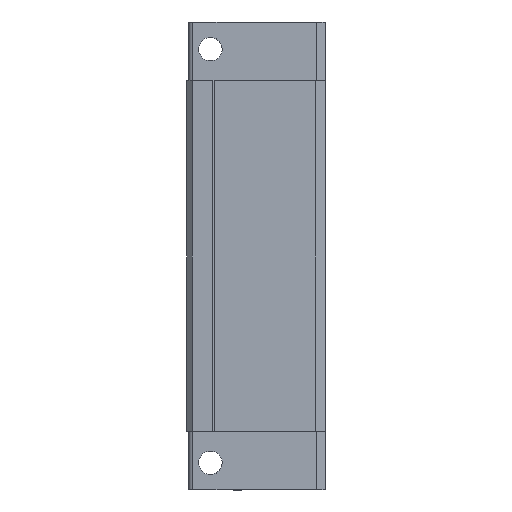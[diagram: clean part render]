
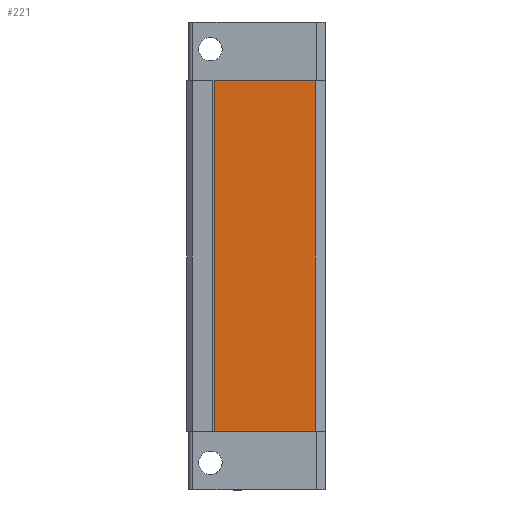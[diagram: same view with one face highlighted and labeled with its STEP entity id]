
A CAD part, left-side view. The second image highlights one B-rep face of the part: STEP entity #221.
In plain terms, the highlighted planar face has unit normal (-1, 0, 0).
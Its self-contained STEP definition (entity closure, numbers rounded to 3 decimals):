
#221 = ADVANCED_FACE ( 'NONE', ( #4799 ), #1263, .F. ) ;
#753 = VERTEX_POINT ( 'NONE', #6033 ) ;
#755 = VERTEX_POINT ( 'NONE', #6035 ) ;
#776 = VERTEX_POINT ( 'NONE', #6056 ) ;
#777 = VERTEX_POINT ( 'NONE', #6057 ) ;
#1263 = PLANE ( 'NONE',  #3721 ) ;
#1266 = CARTESIAN_POINT ( 'NONE',  ( -29.6, -32.75, 53.64 ) ) ;
#1272 = DIRECTION ( 'NONE',  ( 1., 0., 0. ) ) ;
#1273 = DIRECTION ( 'NONE',  ( 0., 0., -1. ) ) ;
#2631 = ORIENTED_EDGE ( 'NONE', *, *, #3501, .F. ) ;
#2632 = ORIENTED_EDGE ( 'NONE', *, *, #3461, .F. ) ;
#2633 = ORIENTED_EDGE ( 'NONE', *, *, #3497, .T. ) ;
#2634 = ORIENTED_EDGE ( 'NONE', *, *, #3499, .T. ) ;
#3461 = EDGE_CURVE ( 'NONE', #755, #753, #7823, .T. ) ;
#3497 = EDGE_CURVE ( 'NONE', #755, #777, #7880, .T. ) ;
#3499 = EDGE_CURVE ( 'NONE', #777, #776, #9760, .T. ) ;
#3501 = EDGE_CURVE ( 'NONE', #753, #776, #9752, .T. ) ;
#3721 = AXIS2_PLACEMENT_3D ( 'NONE', #1266, #1272, #1273 ) ;
#4201 = EDGE_LOOP ( 'NONE', ( #2631, #2632, #2633, #2634 ) ) ;
#4799 = FACE_OUTER_BOUND ( 'NONE', #4201, .T. ) ;
#6033 = CARTESIAN_POINT ( 'NONE',  ( -29.6, -7., 44.7 ) ) ;
#6035 = CARTESIAN_POINT ( 'NONE',  ( -29.6, -7., -44.7 ) ) ;
#6056 = CARTESIAN_POINT ( 'NONE',  ( -29.6, -32.75, 44.7 ) ) ;
#6057 = CARTESIAN_POINT ( 'NONE',  ( -29.6, -32.75, -44.7 ) ) ;
#7823 = LINE ( 'NONE', #9526, #7824 ) ;
#7824 = VECTOR ( 'NONE', #9527, 1000. ) ;
#7880 = LINE ( 'NONE', #9592, #9757 ) ;
#9526 = CARTESIAN_POINT ( 'NONE',  ( -29.6, -7., 53.64 ) ) ;
#9527 = DIRECTION ( 'NONE',  ( 0., 0., 1. ) ) ;
#9592 = CARTESIAN_POINT ( 'NONE',  ( -29.6, 0., -44.7 ) ) ;
#9599 = DIRECTION ( 'NONE',  ( 0., -1., 0. ) ) ;
#9602 = CARTESIAN_POINT ( 'NONE',  ( -29.6, -32.75, 53.64 ) ) ;
#9603 = DIRECTION ( 'NONE',  ( 0., 0., 1. ) ) ;
#9606 = CARTESIAN_POINT ( 'NONE',  ( -29.6, 0., 44.7 ) ) ;
#9607 = DIRECTION ( 'NONE',  ( 0., -1., 0. ) ) ;
#9752 = LINE ( 'NONE', #9606, #9763 ) ;
#9757 = VECTOR ( 'NONE', #9599, 1000. ) ;
#9760 = LINE ( 'NONE', #9602, #9761 ) ;
#9761 = VECTOR ( 'NONE', #9603, 1000. ) ;
#9763 = VECTOR ( 'NONE', #9607, 1000. ) ;
